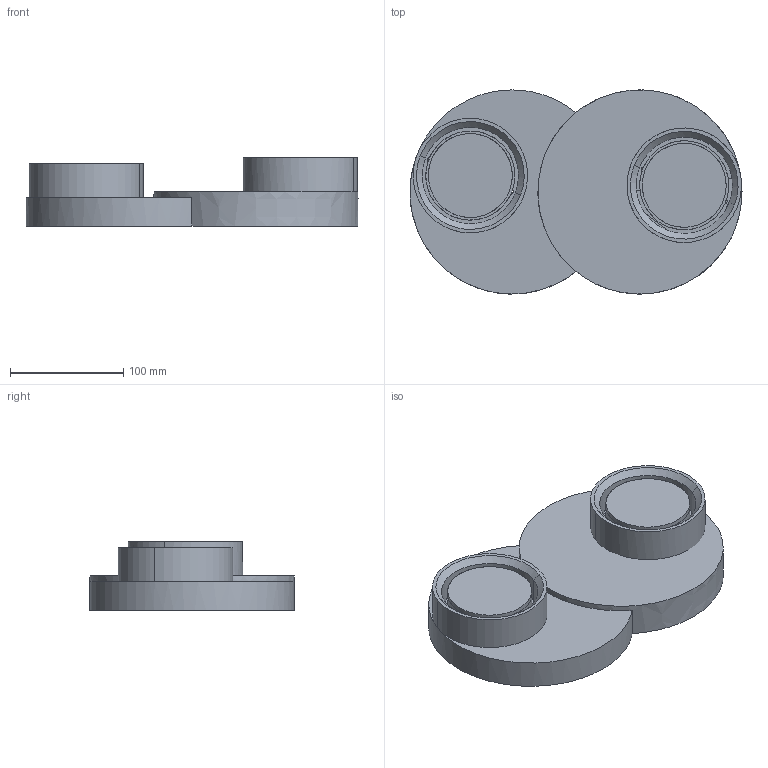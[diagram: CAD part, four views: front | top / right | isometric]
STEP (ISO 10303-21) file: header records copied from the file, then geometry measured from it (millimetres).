
FILE_DESCRIPTION(/* description */ (''),/* implementation_level */ '2;1');
FILE_NAME(/* name */ 'T358',/* time_stamp */ '2020-10-01T17:08:00+02:00',/* author */ (''),/* organization */ (''),/* preprocessor_version */ 'ST-DEVELOPER v16.5',/* originating_system */ '',/* authorisation */ '');
FILE_SCHEMA (('AUTOMOTIVE_DESIGN'));
Length unit declared in the file: millimetre
Products named in the file (1): Document
Bounding box: 292.77 x 180 x 60 mm (x, y, z)
Volume: 780326 mm3; surface area: 249621.8 mm2
Topology: 19 solids, 25 shells, 396 faces, 921 edges, 607 vertices
Faces by surface type: bspline 260, plane 136
Entity records: 12549 total; most frequent: CARTESIAN_POINT 6866, ORIENTED_EDGE 1830, EDGE_CURVE 921, VERTEX_POINT 607, EDGE_LOOP 504, ADVANCED_FACE 396, FACE_OUTER_BOUND 396, B_SPLINE_CURVE_WITH_KNOTS 222
